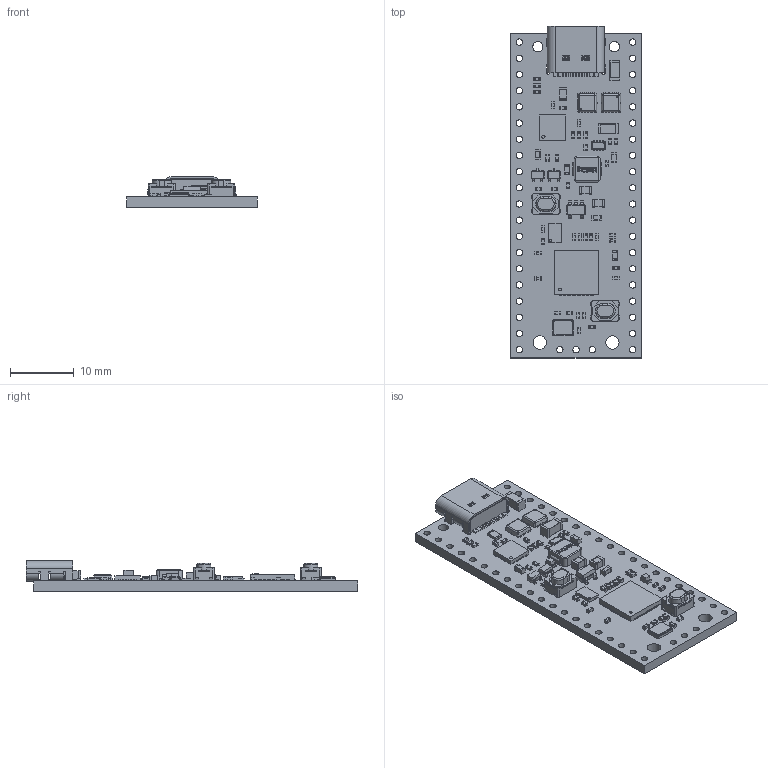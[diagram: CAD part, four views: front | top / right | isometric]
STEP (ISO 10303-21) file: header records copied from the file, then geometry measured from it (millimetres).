
FILE_DESCRIPTION(('KiCad electronic assembly'),'2;1');
FILE_NAME('Hardware.step','2024-12-06T16:30:51',('Pcbnew'),('Kicad'), 'Open CASCADE STEP processor 7.8','KiCad to STEP converter','Unknown' );
FILE_SCHEMA(('AUTOMOTIVE_DESIGN { 1 0 10303 214 1 1 1 1 }'));
Length unit declared in the file: millimetre
Products named in the file (38): Hardware 1; R_0402_1005Metric; QFN-56-1EP_7x7mm_P0.4mm_EP3.2x3.2mm; QFN_56_1EP_7x7mm_P04mm_EP32x32mm; C_0402_1005Metric; SOT-323_SC-70; SOT_323_SC_70; C_0805_2012Metric; SOT-23-5; SOT_23_5; C_0603_1608Metric; C_1206_3216Metric; DFN-8(3.3x3.3); AONR21321; LED_0603_1608Metric; 8-USON; W25X40CLUXIG TR; 4020_inductor; 1; QFN-24-1EP_4x4mm_P0.5mm_EP2.6x2.6mm; QFN-24-1EP_4x4mm_Pitch0.5mm; R_0805_2012Metric; USBC_16P; USB Type C Port (SMD Type); SOT-583; TPS2116DRLR; Button_3.2x2.5; PTS810SJK250SMTR LFS; Crystal_SMD_3225-4Pin_3.2x2.5mm; Hardware_PCB
Assembly tree (80 placements, depth 3):
  Hardware 1
    R_0402_1005Metric  x21
      R_0402_1005Metric
    QFN-56-1EP_7x7mm_P0.4mm_EP3.2x3.2mm
      QFN_56_1EP_7x7mm_P04mm_EP32x32mm
    C_0402_1005Metric  x16
      C_0402_1005Metric
    SOT-323_SC-70  x2
      SOT_323_SC_70
    C_0805_2012Metric  x2
      C_0805_2012Metric
    SOT-23-5
      SOT_23_5
    C_0603_1608Metric  x3
      C_0603_1608Metric
    C_1206_3216Metric  x2
      C_1206_3216Metric
    DFN-8(3.3x3.3)  x2
      AONR21321
    LED_0603_1608Metric  x2
      LED_0603_1608Metric
    8-USON
      W25X40CLUXIG TR
    4020_inductor
      1
    QFN-24-1EP_4x4mm_P0.5mm_EP2.6x2.6mm
      QFN-24-1EP_4x4mm_Pitch0.5mm
    R_0805_2012Metric
      R_0805_2012Metric
    USBC_16P
      USB Type C Port (SMD Type)
    SOT-583
      TPS2116DRLR
    Button_3.2x2.5  x2
      PTS810SJK250SMTR LFS
    Crystal_SMD_3225-4Pin_3.2x2.5mm
      Crystal_SMD_3225-4Pin_3.2x2.5mm
    Hardware_PCB
Bounding box: 20.47 x 52.07 x 4.75 mm (x, y, z)
Volume: 1913.5 mm3; surface area: 3905.1 mm2
Topology: 129 solids, 129 shells, 3441 faces, 8979 edges, 5860 vertices
Faces by surface type: plane 2487, cylinder 796, bspline 85, extrusion 27, sphere 18, torus 16, cone 12
Full cylindrical faces by diameter (mm): 0.4 x1, 0.5 x1, 0.8 x2, 1 x43, 1.6 x2, 2.1 x2
Entity records: 68787 total; most frequent: CARTESIAN_POINT 12280, ORIENTED_EDGE 10620, DIRECTION 9849, EDGE_CURVE 5310, VECTOR 4329, LINE 4302, VERTEX_POINT 3468, AXIS2_PLACEMENT_3D 2760
